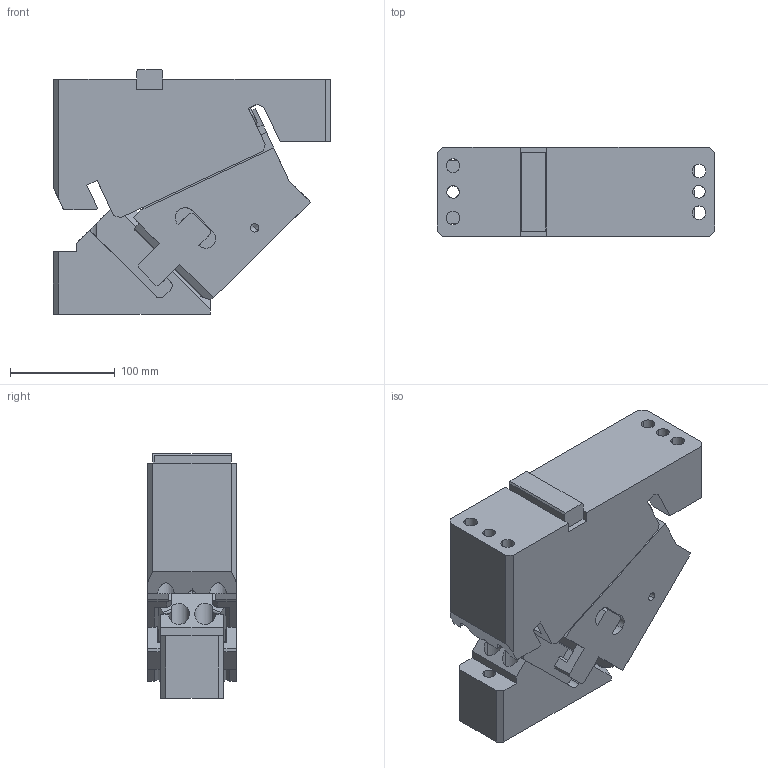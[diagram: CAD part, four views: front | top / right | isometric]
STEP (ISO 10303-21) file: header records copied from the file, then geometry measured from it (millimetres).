
FILE_DESCRIPTION(('CATIA V5 STEP Exchange'),'2;1');
FILE_NAME('CACV_F_85_45.stp','2015-04-27T06:31:48+00:00',('none'),('none'),'CATIA Version 5 Release 19 SP 2 (IN-10)','CATIA V5 STEP AP203','none');
FILE_SCHEMA(('CONFIG_CONTROL_DESIGN'));
Length unit declared in the file: millimetre
Products named in the file (1): CACV_F_85_45
Bounding box: 265 x 85 x 234 mm (x, y, z)
Volume: 3352044.6 mm3; surface area: 340866 mm2
Topology: 3 solids, 3 shells, 375 faces, 1075 edges, 697 vertices
Faces by surface type: plane 254, cylinder 115, cone 6
Entity records: 12968 total; most frequent: CARTESIAN_POINT 3451, ORIENTED_EDGE 2138, DIRECTION 1650, EDGE_CURVE 1069, VECTOR 810, LINE 810, VERTEX_POINT 697, AXIS2_PLACEMENT_3D 490
